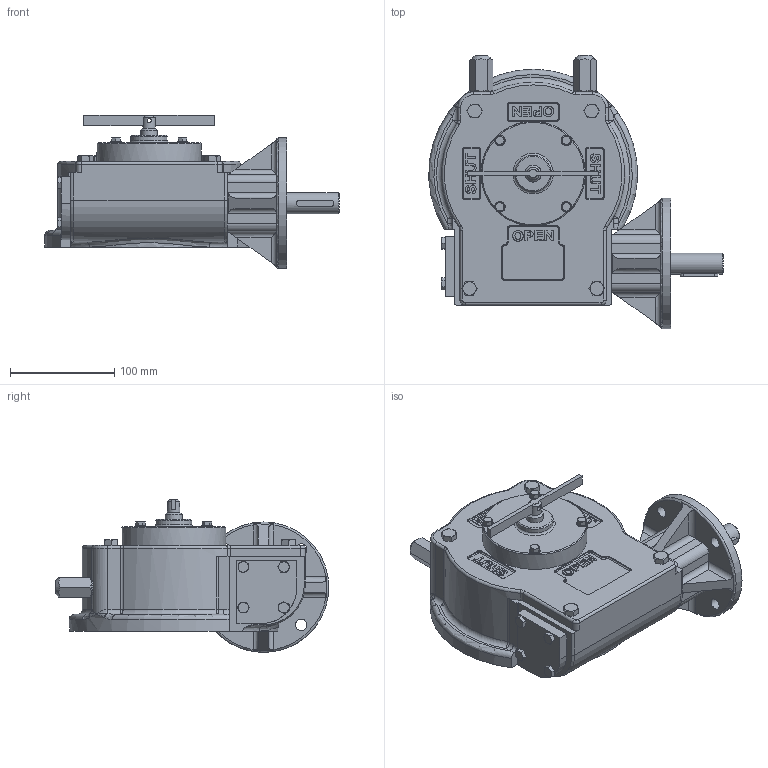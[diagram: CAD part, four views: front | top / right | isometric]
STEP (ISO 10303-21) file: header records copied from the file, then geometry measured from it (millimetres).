
FILE_DESCRIPTION( ( 'Unknown' ), '1' );
FILE_NAME( 'E880CS LH.stp', 'Unknown', ( 'Unknown' ), ( 'Unknown' ), 'PSStep 15.0.49', 'Unknown', ' ' );
FILE_SCHEMA( ( 'AUTOMOTIVE_DESIGN { 1 0 10303 214 1 1 1 1 }' ) );
Length unit declared in the file: millimetre
Products named in the file (1): 10CZ10M050M00
Bounding box: 281.89 x 262 x 146.5 mm (x, y, z)
Volume: 2258586.7 mm3; surface area: 354566.4 mm2
Topology: 1 solids, 32 shells, 1326 faces, 3251 edges, 2025 vertices
Faces by surface type: plane 526, cylinder 332, cone 205, torus 130, bspline 77, sphere 30, extrusion 26
Full cylindrical faces by diameter (mm): 3 x1, 4 x1, 4.134 x10, 5 x4, 5.6 x2, 6 x14, 6.647 x4, 7 x8, 8 x6, 9 x4, 10 x8, 10.106 x10, 11 x4, 12 x9, 12.5 x2, 16 x4, 16.2 x3, 17.294 x8, 20 x4, 21 x1, 23 x2, 24 x3, 26 x3, 35 x1, 70 x1, 72.15 x2, 73 x1, 74 x2, 75 x3, 76 x1
Entity records: 60024 total; most frequent: CARTESIAN_POINT 21177, ORIENTED_EDGE 5780, DIRECTION 5518, EDGE_CURVE 2890, AXIS2_PLACEMENT_3D 2312, VERTEX_POINT 1928, EDGE_LOOP 1649, FACE_OUTER_BOUND 1466
